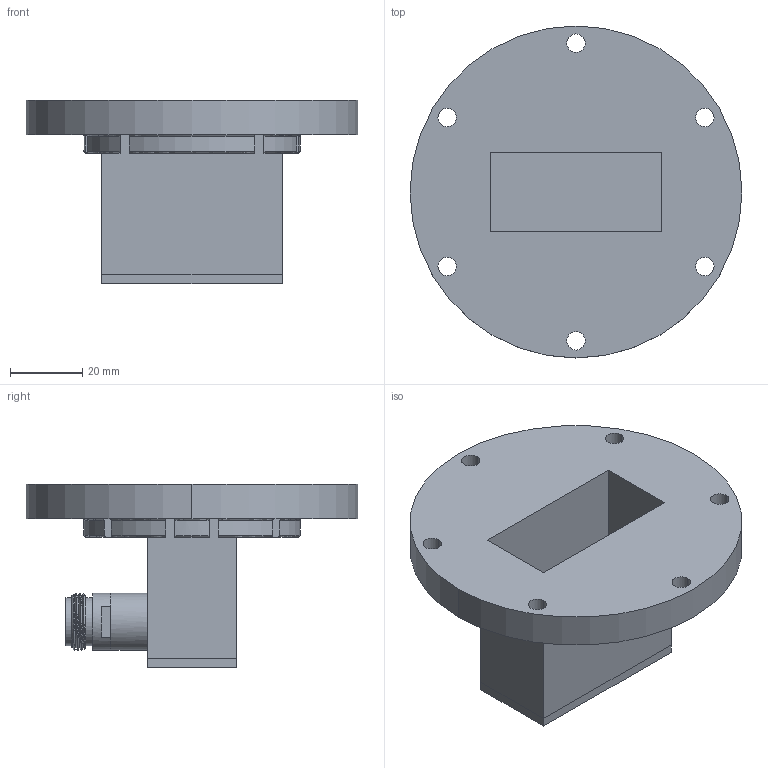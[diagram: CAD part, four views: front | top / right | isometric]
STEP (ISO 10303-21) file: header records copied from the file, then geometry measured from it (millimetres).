
FILE_DESCRIPTION (( 'STEP AP214' ), '1' );
FILE_NAME ('PEWCA1056.step', '2021-05-20T17:08:16', ( '' ), ( '' ), 'SwSTEP 2.0', 'SolidWorks 2020', '' );
FILE_SCHEMA (( 'AUTOMOTIVE_DESIGN' ));
Length unit declared in the file: inch
Products named in the file (3): Copy of N FEMALE-SOLID^PEWCA1056; PEWCA1056
Assembly tree (2 placements, depth 2):
  PEWCA1056
    PEWCA1056
    Copy of N FEMALE-SOLID^PEWCA1056
Bounding box: 92.05 x 92.05 x 50.8 mm (x, y, z)
Volume: 75444.3 mm3; surface area: 34820.4 mm2
Topology: 4 solids, 4 shells, 132 faces, 341 edges, 223 vertices
Faces by surface type: plane 56, cylinder 45, torus 18, cone 10, bspline 3
Entity records: 5131 total; most frequent: CARTESIAN_POINT 1762, ORIENTED_EDGE 682, DIRECTION 664, EDGE_CURVE 341, AXIS2_PLACEMENT_3D 248, VERTEX_POINT 223, LINE 168, VECTOR 168
